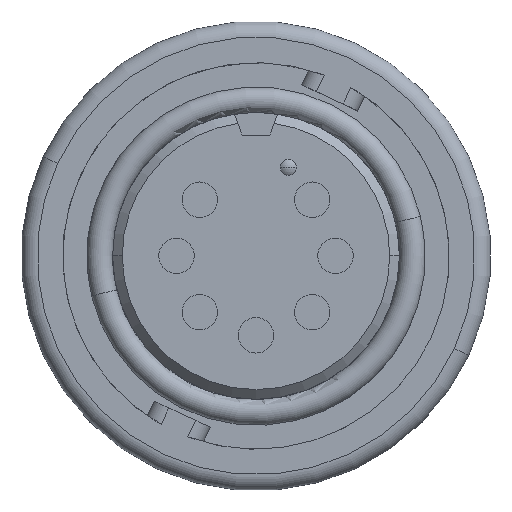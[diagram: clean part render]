
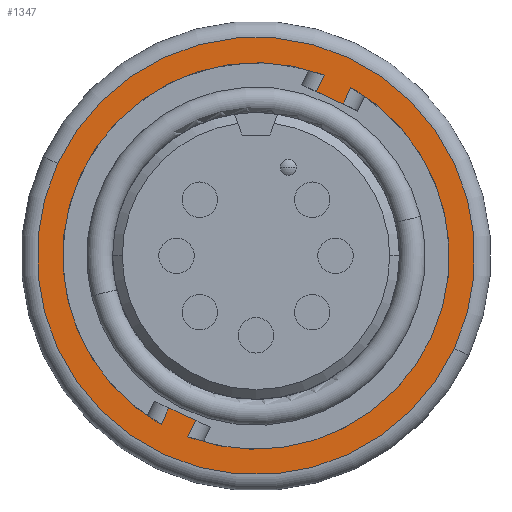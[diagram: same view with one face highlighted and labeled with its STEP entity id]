
A CAD part, top view. The second image highlights one B-rep face of the part: STEP entity #1347.
In plain terms, the highlighted planar face has unit normal (0, 0, 1).
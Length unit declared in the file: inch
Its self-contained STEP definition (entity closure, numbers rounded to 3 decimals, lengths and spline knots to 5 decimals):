
#85 = CARTESIAN_POINT ( 'NONE',  ( -0.11243, -0.30617, -0.08324 ) ) ;
#415 = AXIS2_PLACEMENT_3D ( 'NONE', #4749, #13283, #5987 ) ;
#588 = DIRECTION ( 'NONE',  ( 0., 0., 1. ) ) ;
#937 = LINE ( 'NONE', #6969, #10646 ) ;
#1143 = DIRECTION ( 'NONE',  ( 0.906, -0.423, 0. ) ) ;
#1175 = ORIENTED_EDGE ( 'NONE', *, *, #8395, .F. ) ;
#1347 = ADVANCED_FACE ( 'NONE', ( #13336, #3621 ), #15711, .T. ) ;
#1537 = CARTESIAN_POINT ( 'NONE',  ( 0., 0., -0.08324 ) ) ;
#2004 = VECTOR ( 'NONE', #12298, 39.37008 ) ;
#2075 = CARTESIAN_POINT ( 'NONE',  ( 0.12677, 0.33694, -0.08324 ) ) ;
#2256 = CARTESIAN_POINT ( 'NONE',  ( 0., 0., -0.08324 ) ) ;
#2323 = EDGE_CURVE ( 'NONE', #5982, #6068, #7262, .T. ) ;
#2401 = AXIS2_PLACEMENT_3D ( 'NONE', #3983, #12523, #5204 ) ;
#2755 = DIRECTION ( 'NONE',  ( 0.906, -0.423, 0. ) ) ;
#2873 = CARTESIAN_POINT ( 'NONE',  ( -0.36932, 0.17222, -0.08324 ) ) ;
#3055 = CARTESIAN_POINT ( 'NONE',  ( 0.11243, 0.30617, -0.08324 ) ) ;
#3080 = CARTESIAN_POINT ( 'NONE',  ( -0.17662, -0.3137, -0.08324 ) ) ;
#3134 = VERTEX_POINT ( 'NONE', #6300 ) ;
#3384 = CARTESIAN_POINT ( 'NONE',  ( 0.11243, 0.30617, -0.08324 ) ) ;
#3621 = FACE_OUTER_BOUND ( 'NONE', #8884, .T. ) ;
#3983 = CARTESIAN_POINT ( 'NONE',  ( 0., 0., -0.08324 ) ) ;
#3992 = VECTOR ( 'NONE', #7454, 39.37008 ) ;
#4006 = EDGE_CURVE ( 'NONE', #3134, #5982, #937, .T. ) ;
#4243 = CIRCLE ( 'NONE', #2401, 0.36 ) ;
#4294 = CARTESIAN_POINT ( 'NONE',  ( -0.11243, -0.30617, -0.08324 ) ) ;
#4426 = CARTESIAN_POINT ( 'NONE',  ( 0., 0., -0.08324 ) ) ;
#4749 = CARTESIAN_POINT ( 'NONE',  ( 0., 0., -0.08324 ) ) ;
#4967 = CARTESIAN_POINT ( 'NONE',  ( -0.18341, -0.32824, -0.08324 ) ) ;
#4984 = VERTEX_POINT ( 'NONE', #3384 ) ;
#5204 = DIRECTION ( 'NONE',  ( 0.906, -0.423, 0. ) ) ;
#5663 = DIRECTION ( 'NONE',  ( 0.906, -0.423, 0. ) ) ;
#5676 = CARTESIAN_POINT ( 'NONE',  ( -0.16227, -0.28293, -0.08324 ) ) ;
#5781 = AXIS2_PLACEMENT_3D ( 'NONE', #4426, #12972, #5663 ) ;
#5982 = VERTEX_POINT ( 'NONE', #4294 ) ;
#5987 = DIRECTION ( 'NONE',  ( 0.906, -0.423, 0. ) ) ;
#6068 = VERTEX_POINT ( 'NONE', #5676 ) ;
#6283 = EDGE_CURVE ( 'NONE', #3134, #8675, #7802, .T. ) ;
#6300 = CARTESIAN_POINT ( 'NONE',  ( -0.12677, -0.33694, -0.08324 ) ) ;
#6380 = EDGE_CURVE ( 'NONE', #12660, #11486, #13476, .T. ) ;
#6712 = CARTESIAN_POINT ( 'NONE',  ( 0.36932, -0.17222, -0.08324 ) ) ;
#6969 = CARTESIAN_POINT ( 'NONE',  ( -0.13356, -0.35149, -0.08324 ) ) ;
#7262 = LINE ( 'NONE', #85, #3992 ) ;
#7454 = DIRECTION ( 'NONE',  ( -0.906, 0.423, 0. ) ) ;
#7771 = CARTESIAN_POINT ( 'NONE',  ( 0.13356, 0.35149, -0.08324 ) ) ;
#7781 = VERTEX_POINT ( 'NONE', #3080 ) ;
#7802 = CIRCLE ( 'NONE', #14248, 0.36 ) ;
#7845 = ORIENTED_EDGE ( 'NONE', *, *, #14383, .T. ) ;
#7904 = CARTESIAN_POINT ( 'NONE',  ( 0., 0., -0.08324 ) ) ;
#7955 = ORIENTED_EDGE ( 'NONE', *, *, #13897, .F. ) ;
#8395 = EDGE_CURVE ( 'NONE', #8675, #8930, #11727, .T. ) ;
#8463 = DIRECTION ( 'NONE',  ( 0., 0., 1. ) ) ;
#8495 = EDGE_CURVE ( 'NONE', #7781, #6068, #14586, .T. ) ;
#8675 = VERTEX_POINT ( 'NONE', #9221 ) ;
#8692 = VECTOR ( 'NONE', #15233, 39.37008 ) ;
#8854 = ORIENTED_EDGE ( 'NONE', *, *, #6283, .F. ) ;
#8884 = EDGE_LOOP ( 'NONE', ( #15269, #10915 ) ) ;
#8930 = VERTEX_POINT ( 'NONE', #13827 ) ;
#9117 = DIRECTION ( 'NONE',  ( 0.906, -0.423, 0. ) ) ;
#9221 = CARTESIAN_POINT ( 'NONE',  ( 0.32627, -0.15214, -0.08324 ) ) ;
#9470 = ORIENTED_EDGE ( 'NONE', *, *, #4006, .T. ) ;
#9474 = ORIENTED_EDGE ( 'NONE', *, *, #10163, .T. ) ;
#9803 = VECTOR ( 'NONE', #13882, 39.37008 ) ;
#9914 = EDGE_LOOP ( 'NONE', ( #8854, #9470, #13270, #14928, #15742, #7845, #9474, #7955, #1175 ) ) ;
#9988 = VECTOR ( 'NONE', #13797, 39.37008 ) ;
#10077 = DIRECTION ( 'NONE',  ( 0., 0., 1. ) ) ;
#10163 = EDGE_CURVE ( 'NONE', #4984, #12071, #11905, .T. ) ;
#10180 = LINE ( 'NONE', #12676, #9803 ) ;
#10646 = VECTOR ( 'NONE', #14229, 39.37008 ) ;
#10915 = ORIENTED_EDGE ( 'NONE', *, *, #6380, .T. ) ;
#10946 = AXIS2_PLACEMENT_3D ( 'NONE', #2256, #8463, #1143 ) ;
#11397 = EDGE_CURVE ( 'NONE', #13584, #7781, #4243, .T. ) ;
#11486 = VERTEX_POINT ( 'NONE', #6712 ) ;
#11727 = CIRCLE ( 'NONE', #415, 0.36 ) ;
#11905 = LINE ( 'NONE', #3055, #8692 ) ;
#12071 = VERTEX_POINT ( 'NONE', #13587 ) ;
#12298 = DIRECTION ( 'NONE',  ( 0.423, 0.906, 0. ) ) ;
#12523 = DIRECTION ( 'NONE',  ( 0., 0., 1. ) ) ;
#12660 = VERTEX_POINT ( 'NONE', #2873 ) ;
#12676 = CARTESIAN_POINT ( 'NONE',  ( 0.18341, 0.32824, -0.08324 ) ) ;
#12972 = DIRECTION ( 'NONE',  ( 0., 0., 1. ) ) ;
#13011 = CIRCLE ( 'NONE', #14969, 0.4075 ) ;
#13270 = ORIENTED_EDGE ( 'NONE', *, *, #2323, .T. ) ;
#13283 = DIRECTION ( 'NONE',  ( 0., 0., 1. ) ) ;
#13336 = FACE_BOUND ( 'NONE', #9914, .T. ) ;
#13476 = CIRCLE ( 'NONE', #5781, 0.4075 ) ;
#13584 = VERTEX_POINT ( 'NONE', #2075 ) ;
#13587 = CARTESIAN_POINT ( 'NONE',  ( 0.16227, 0.28293, -0.08324 ) ) ;
#13797 = DIRECTION ( 'NONE',  ( -0.423, -0.906, 0. ) ) ;
#13827 = CARTESIAN_POINT ( 'NONE',  ( 0.17662, 0.3137, -0.08324 ) ) ;
#13882 = DIRECTION ( 'NONE',  ( -0.423, -0.906, 0. ) ) ;
#13897 = EDGE_CURVE ( 'NONE', #8930, #12071, #10180, .T. ) ;
#13920 = EDGE_CURVE ( 'NONE', #11486, #12660, #13011, .T. ) ;
#13955 = LINE ( 'NONE', #7771, #9988 ) ;
#14229 = DIRECTION ( 'NONE',  ( 0.423, 0.906, 0. ) ) ;
#14248 = AXIS2_PLACEMENT_3D ( 'NONE', #1537, #10077, #2755 ) ;
#14383 = EDGE_CURVE ( 'NONE', #13584, #4984, #13955, .T. ) ;
#14586 = LINE ( 'NONE', #4967, #2004 ) ;
#14928 = ORIENTED_EDGE ( 'NONE', *, *, #8495, .F. ) ;
#14969 = AXIS2_PLACEMENT_3D ( 'NONE', #7904, #588, #9117 ) ;
#15233 = DIRECTION ( 'NONE',  ( 0.906, -0.423, 0. ) ) ;
#15269 = ORIENTED_EDGE ( 'NONE', *, *, #13920, .T. ) ;
#15711 = PLANE ( 'NONE',  #10946 ) ;
#15742 = ORIENTED_EDGE ( 'NONE', *, *, #11397, .F. ) ;
